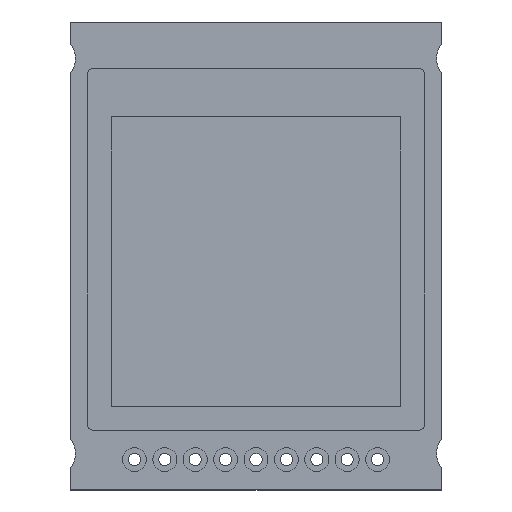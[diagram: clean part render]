
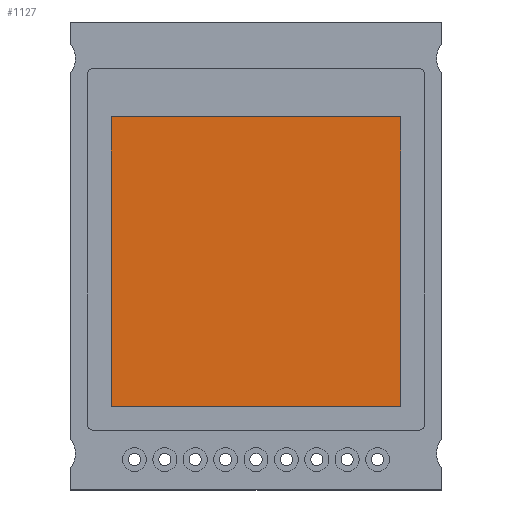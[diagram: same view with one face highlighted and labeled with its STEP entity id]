
A CAD part, top view. The second image highlights one B-rep face of the part: STEP entity #1127.
In plain terms, the highlighted planar face has unit normal (0, 0, 1).
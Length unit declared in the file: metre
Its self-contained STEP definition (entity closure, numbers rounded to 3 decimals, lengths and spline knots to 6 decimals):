
#25=LINE('',#1937,#81);
#26=LINE('',#1940,#82);
#27=LINE('',#1942,#83);
#28=LINE('',#1944,#84);
#81=VECTOR('',#1589,1.);
#82=VECTOR('',#1590,1.);
#83=VECTOR('',#1591,1.);
#84=VECTOR('',#1592,1.);
#284=ORIENTED_EDGE('',*,*,#516,.T.);
#285=ORIENTED_EDGE('',*,*,#517,.T.);
#286=ORIENTED_EDGE('',*,*,#518,.T.);
#287=ORIENTED_EDGE('',*,*,#519,.T.);
#516=EDGE_CURVE('',#642,#643,#25,.T.);
#517=EDGE_CURVE('',#643,#644,#26,.T.);
#518=EDGE_CURVE('',#644,#645,#27,.T.);
#519=EDGE_CURVE('',#645,#642,#28,.T.);
#642=VERTEX_POINT('',#1938);
#643=VERTEX_POINT('',#1939);
#644=VERTEX_POINT('',#1941);
#645=VERTEX_POINT('',#1943);
#831=EDGE_LOOP('',(#284,#285,#286,#287));
#969=FACE_BOUND('',#831,.T.);
#1077=PLANE('',#1378);
#1127=ADVANCED_FACE('',(#969),#1077,.T.);
#1378=AXIS2_PLACEMENT_3D('',#1936,#1587,#1588);
#1587=DIRECTION('',(0.,0.,1.));
#1588=DIRECTION('',(1.,0.,0.));
#1589=DIRECTION('',(-1.,0.,0.));
#1590=DIRECTION('',(0.,-1.,0.));
#1591=DIRECTION('',(1.,0.,0.));
#1592=DIRECTION('',(0.,1.,0.));
#1936=CARTESIAN_POINT('',(0.,-0.000476,0.00131));
#1937=CARTESIAN_POINT('',(0.,0.01162,0.00131));
#1938=CARTESIAN_POINT('',(0.0121,0.01162,0.00131));
#1939=CARTESIAN_POINT('',(-0.0121,0.01162,0.00131));
#1940=CARTESIAN_POINT('',(-0.0121,0.01162,0.00131));
#1941=CARTESIAN_POINT('',(-0.0121,-0.012572,0.00131));
#1942=CARTESIAN_POINT('',(-0.0121,-0.012572,0.00131));
#1943=CARTESIAN_POINT('',(0.0121,-0.012572,0.00131));
#1944=CARTESIAN_POINT('',(0.0121,0.01162,0.00131));
